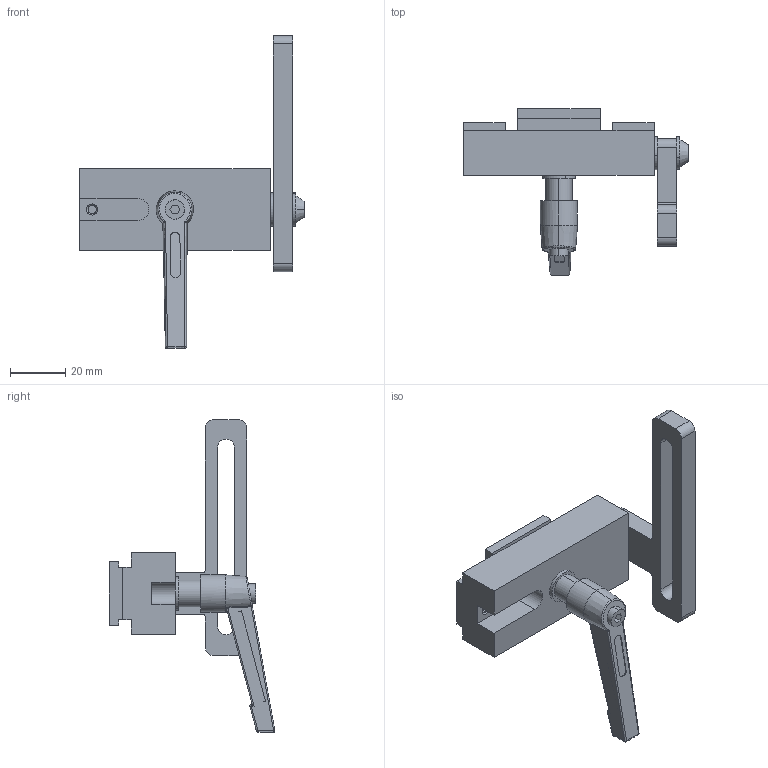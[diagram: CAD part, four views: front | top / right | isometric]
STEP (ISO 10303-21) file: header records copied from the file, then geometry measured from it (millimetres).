
FILE_DESCRIPTION (( 'STEP AP214' ), '1' );
FILE_NAME ('B731 Ïðèæèì(óïîð) äëÿ T-track 45 ñåðèÿ.STEP', '2025-08-06T09:23:27', ( '' ), ( '' ), 'SwSTEP 2.0', 'SolidWorks 2025', '' );
FILE_SCHEMA (( 'AUTOMOTIVE_DESIGN' ));
Length unit declared in the file: millimetre
Products named in the file (7): B731 Ручка_00; B731 Прижим(упор) для T-track 45 серия; B731 Шайба_00; B731 Сухарь_00; A395 Винт с рукояткой М6х25_Резьба схематическая; B731 Винт М6_00; B731 Корпус_00
Assembly tree (8 placements, depth 2):
  B731 Прижим(упор) для T-track 45 серия
    B731 Корпус_00
    B731 Ручка_00
    B731 Шайба_00  x3
    B731 Винт М6_00
    B731 Сухарь_00
    A395 Винт с рукояткой М6х25_Резьба схематическая
Bounding box: 81.4 x 60.12 x 113.31 mm (x, y, z)
Volume: 51120.1 mm3; surface area: 20971.7 mm2
Topology: 8 solids, 8 shells, 188 faces, 436 edges, 271 vertices
Faces by surface type: plane 86, cylinder 47, bspline 38, cone 17
Entity records: 8044 total; most frequent: CARTESIAN_POINT 3962, ORIENTED_EDGE 820, DIRECTION 713, EDGE_CURVE 410, VERTEX_POINT 255, AXIS2_PLACEMENT_3D 251, VECTOR 211, LINE 211
